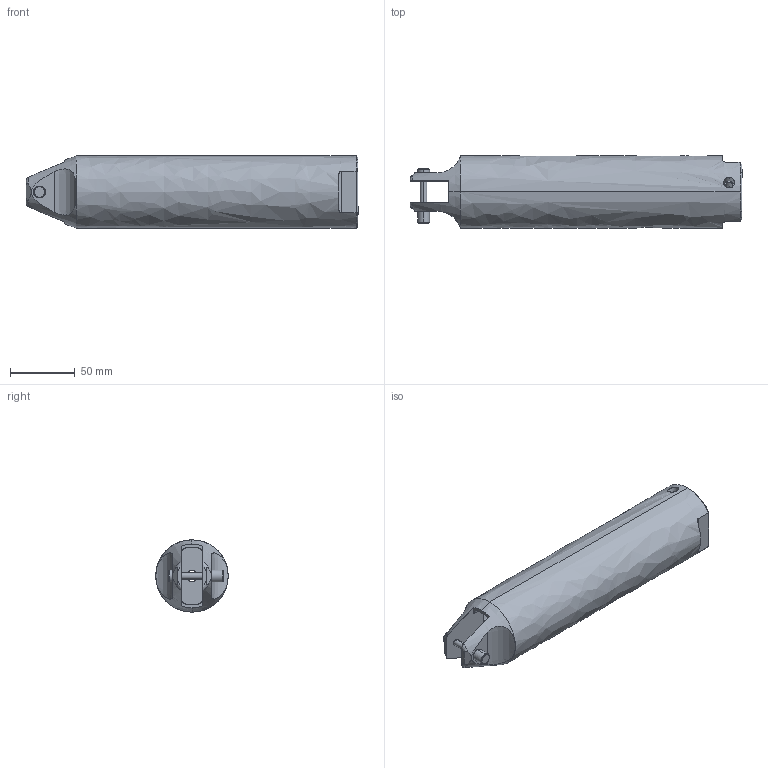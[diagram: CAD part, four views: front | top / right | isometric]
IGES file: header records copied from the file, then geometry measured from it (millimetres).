
Start section: SolidWorks IGES file using analytic representation for surfaces
Global section: file name: GT-NR30-P-30-body.IGS; native system: SolidWorks 2020; preprocessor: SolidWorks 2020; author: NP9-10; date: 210811.153827; units: millimetre
Bounding box: 257 x 56 x 56 mm (x, y, z)
Surface area: 82994.9 mm2 (no closed solid volume)
Topology: 0 solids, 0 shells, 67 faces, 1483 edges, 1481 vertices
Faces by surface type: revolution 37, bspline 30
